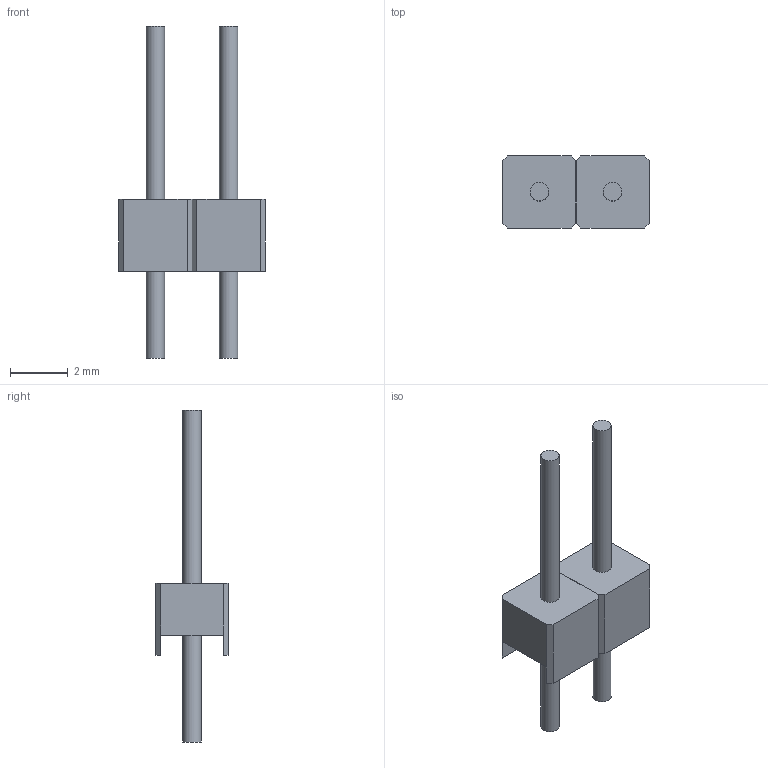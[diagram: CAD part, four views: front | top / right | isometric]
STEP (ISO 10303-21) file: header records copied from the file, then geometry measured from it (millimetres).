
FILE_DESCRIPTION(('STEP AP214'), '1');
FILE_NAME('Äåòàëü', '2015-07-13T10:45:42', ('Àíòîí'), (''), 'ASCON STEP Converter 1.3', 'ASCON Math Kernel', '');
FILE_SCHEMA(('AUTOMOTIVE_DESIGN { 1 0 10303 214 3 1 1}'));
Length unit declared in the file: millimetre
Bounding box: 5.08 x 2.5 x 11.5 mm (x, y, z)
Volume: 30 mm3; surface area: 113.6 mm2
Topology: 2 solids, 2 shells, 36 faces, 76 edges, 48 vertices
Faces by surface type: plane 32, cylinder 4
Full cylindrical faces by diameter (mm): 0.64 x4
Entity records: 1262 total; most frequent: CARTESIAN_POINT 157, DIRECTION 154, ORIENTED_EDGE 144, EDGE_CURVE 72, LINE 64, VECTOR 64, VERTEX_POINT 48, AXIS2_PLACEMENT_3D 45
